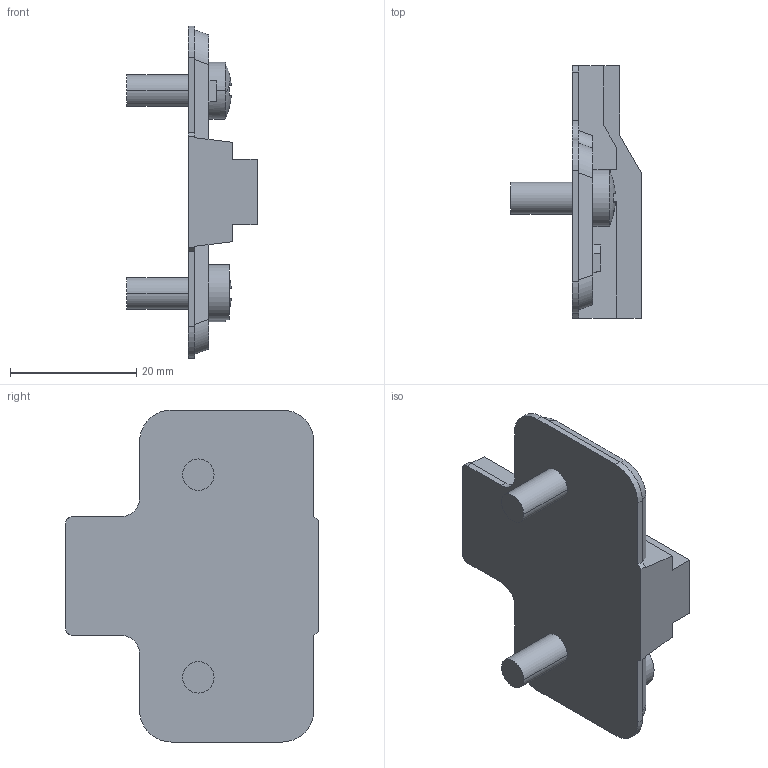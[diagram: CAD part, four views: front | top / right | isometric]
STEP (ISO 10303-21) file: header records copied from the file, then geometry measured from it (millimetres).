
FILE_DESCRIPTION((''),'2;1');
FILE_NAME('244-0259-MVL','2023-02-10T08:44:53',('marino.prodan'),('Audax d.o.o.'),'CREO PARAMETRIC BY PTC INC, 2021304','CREO PARAMETRIC BY PTC INC, 2021304','');
FILE_SCHEMA(('AUTOMOTIVE_DESIGN { 1 0 10303 214 1 1 1 1 }'));
Length unit declared in the file: millimetre
Products named in the file (1): 244-0259-MVL
Bounding box: 20.65 x 40 x 52.6 mm (x, y, z)
Volume: 9338.8 mm3; surface area: 5171.6 mm2
Topology: 1 solids, 1 shells, 130 faces, 367 edges, 243 vertices
Faces by surface type: plane 85, cylinder 23, cone 18, sphere 4
Entity records: 4777 total; most frequent: CARTESIAN_POINT 1052, ORIENTED_EDGE 726, DIRECTION 663, EDGE_CURVE 363, COLOUR_RGB 317, VERTEX_POINT 243, AXIS2_PLACEMENT_3D 230, VECTOR 203
